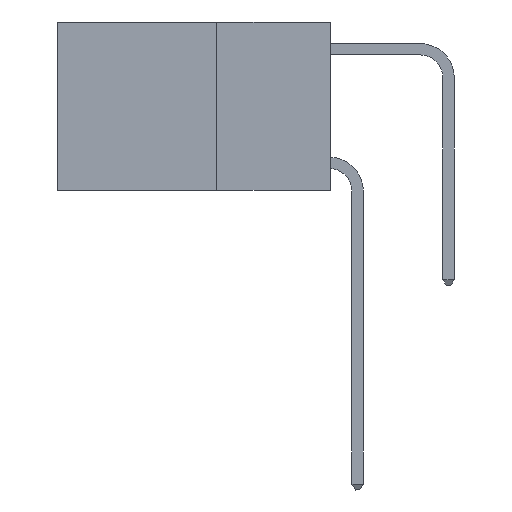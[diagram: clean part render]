
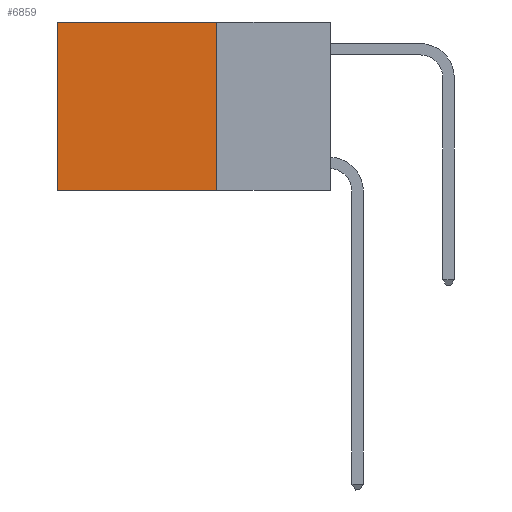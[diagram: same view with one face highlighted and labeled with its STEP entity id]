
A CAD part, left-side view. The second image highlights one B-rep face of the part: STEP entity #6859.
In plain terms, the highlighted planar face has unit normal (-1, 0, 0).
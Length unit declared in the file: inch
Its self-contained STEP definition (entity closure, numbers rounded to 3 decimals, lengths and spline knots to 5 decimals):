
#583 = VERTEX_POINT ( 'NONE', #11597 ) ;
#986 = EDGE_CURVE ( 'NONE', #3602, #583, #8484, .T. ) ;
#1004 = DIRECTION ( 'NONE',  ( 0., 0., -1. ) ) ;
#1019 = EDGE_LOOP ( 'NONE', ( #15221, #1806, #6366, #6480 ) ) ;
#1104 = CARTESIAN_POINT ( 'NONE',  ( 0.2625, 0.25, -0.37 ) ) ;
#1291 = VECTOR ( 'NONE', #12120, 39.37008 ) ;
#1806 = ORIENTED_EDGE ( 'NONE', *, *, #7237, .F. ) ;
#2420 = LINE ( 'NONE', #1104, #4448 ) ;
#2963 = VECTOR ( 'NONE', #1004, 39.37008 ) ;
#3602 = VERTEX_POINT ( 'NONE', #10106 ) ;
#4176 = VERTEX_POINT ( 'NONE', #6781 ) ;
#4209 = CARTESIAN_POINT ( 'NONE',  ( 0.2625, 0.25, 0. ) ) ;
#4302 = DIRECTION ( 'NONE',  ( 1., 0., 0. ) ) ;
#4448 = VECTOR ( 'NONE', #12768, 39.37008 ) ;
#5432 = DIRECTION ( 'NONE',  ( 0., 1., 0. ) ) ;
#6283 = CARTESIAN_POINT ( 'NONE',  ( 0.2625, 0.6, 0. ) ) ;
#6366 = ORIENTED_EDGE ( 'NONE', *, *, #986, .F. ) ;
#6480 = ORIENTED_EDGE ( 'NONE', *, *, #10035, .T. ) ;
#6578 = PLANE ( 'NONE',  #13701 ) ;
#6781 = CARTESIAN_POINT ( 'NONE',  ( 0.2625, 0.6, 0. ) ) ;
#6859 = ADVANCED_FACE ( 'NONE', ( #14211 ), #6578, .F. ) ;
#7237 = EDGE_CURVE ( 'NONE', #583, #13570, #2420, .T. ) ;
#7969 = EDGE_CURVE ( 'NONE', #4176, #13570, #12883, .T. ) ;
#8484 = LINE ( 'NONE', #14062, #2963 ) ;
#9014 = DIRECTION ( 'NONE',  ( 0., 0., -1. ) ) ;
#10035 = EDGE_CURVE ( 'NONE', #3602, #4176, #10044, .T. ) ;
#10044 = LINE ( 'NONE', #4209, #10790 ) ;
#10106 = CARTESIAN_POINT ( 'NONE',  ( 0.2625, 0.25, 0. ) ) ;
#10790 = VECTOR ( 'NONE', #5432, 39.37008 ) ;
#11597 = CARTESIAN_POINT ( 'NONE',  ( 0.2625, 0.25, -0.37 ) ) ;
#12120 = DIRECTION ( 'NONE',  ( 0., 0., -1. ) ) ;
#12768 = DIRECTION ( 'NONE',  ( 0., 1., 0. ) ) ;
#12883 = LINE ( 'NONE', #6283, #1291 ) ;
#13427 = CARTESIAN_POINT ( 'NONE',  ( 0.2625, 0.6, -0.37 ) ) ;
#13570 = VERTEX_POINT ( 'NONE', #13427 ) ;
#13701 = AXIS2_PLACEMENT_3D ( 'NONE', #14718, #4302, #9014 ) ;
#14062 = CARTESIAN_POINT ( 'NONE',  ( 0.2625, 0.25, 0. ) ) ;
#14211 = FACE_OUTER_BOUND ( 'NONE', #1019, .T. ) ;
#14718 = CARTESIAN_POINT ( 'NONE',  ( 0.2625, 0.25, 0. ) ) ;
#15221 = ORIENTED_EDGE ( 'NONE', *, *, #7969, .T. ) ;
